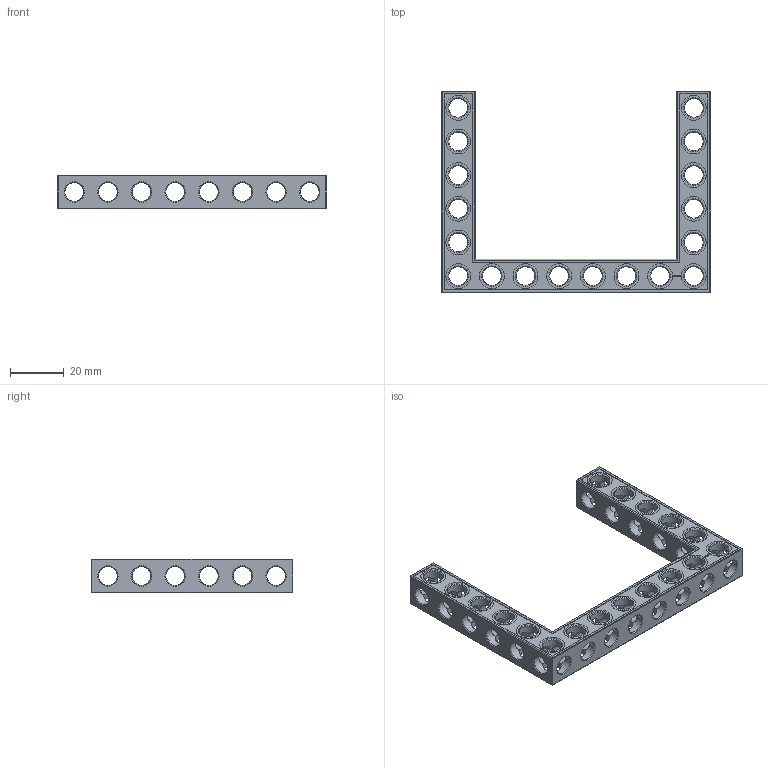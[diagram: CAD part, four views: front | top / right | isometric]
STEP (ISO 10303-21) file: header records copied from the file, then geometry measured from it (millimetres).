
FILE_DESCRIPTION(('FreeCAD Model'),'2;1');
FILE_NAME('Open CASCADE Shape Model','2022-02-23T21:30:32',( 'Paulo Kiefe'),('STEMFIE.org'),'Open CASCADE STEP processor 7.5', 'FreeCAD','Unknown');
FILE_SCHEMA(('AUTOMOTIVE_DESIGN { 1 0 10303 214 1 1 1 1 }'));
Products named in the file (1): Beam AGD ESS USH SYM BU08x06x01 - SPN-BEM-0408 (stemfie.org)
Bounding box: 100 x 75 x 12.5 mm (x, y, z)
Volume: 17585.9 mm3; surface area: 15816.3 mm2
Topology: 1 solids, 1 shells, 734 faces, 2142 edges, 1392 vertices
Faces by surface type: plane 393, extrusion 158, cylinder 109, cone 74
Full cylindrical faces by diameter (mm): 6.98 x14, 7 x77, 9.2 x18
Entity records: 106237 total; most frequent: CARTESIAN_POINT 65850, DIRECTION 6532, VECTOR 4522, LINE 4364, ORIENTED_EDGE 4284, PCURVE 4284, DEFINITIONAL_REPRESENTATION 4284, EDGE_CURVE 2142
